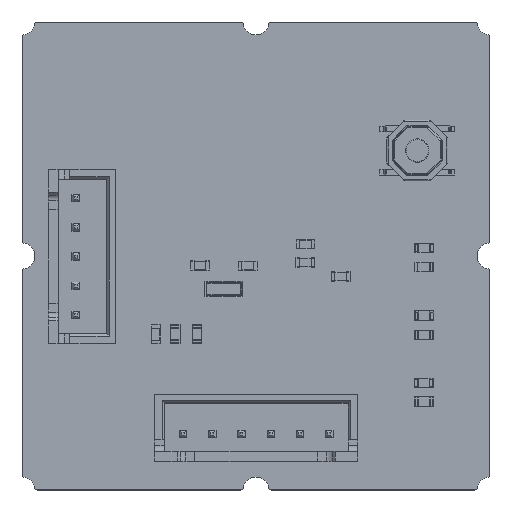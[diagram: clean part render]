
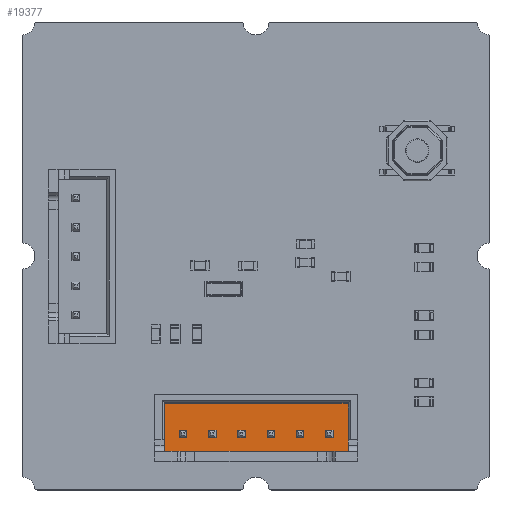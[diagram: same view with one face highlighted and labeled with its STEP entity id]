
A CAD part, top view. The second image highlights one B-rep face of the part: STEP entity #19377.
In plain terms, the highlighted planar face has unit normal (0, 0, 1).
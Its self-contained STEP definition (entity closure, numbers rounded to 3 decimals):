
#18041 = VERTEX_POINT('',#18042);
#18042 = CARTESIAN_POINT('',(-1.6,1.5,1.85));
#18048 = EDGE_CURVE('',#18041,#18049,#18051,.T.);
#18049 = VERTEX_POINT('',#18050);
#18050 = CARTESIAN_POINT('',(-1.6,-2.65,1.85));
#18051 = LINE('',#18052,#18053);
#18052 = CARTESIAN_POINT('',(-1.6,1.5,1.85));
#18053 = VECTOR('',#18054,1.);
#18054 = DIRECTION('',(0.,-1.,0.));
#18269 = EDGE_CURVE('',#18270,#18041,#18272,.T.);
#18270 = VERTEX_POINT('',#18271);
#18271 = CARTESIAN_POINT('',(14.1,1.5,1.85));
#18272 = LINE('',#18273,#18274);
#18273 = CARTESIAN_POINT('',(14.1,1.5,1.85));
#18274 = VECTOR('',#18275,1.);
#18275 = DIRECTION('',(-1.,0.,0.));
#18654 = EDGE_CURVE('',#18049,#18655,#18657,.T.);
#18655 = VERTEX_POINT('',#18656);
#18656 = CARTESIAN_POINT('',(14.1,-2.65,1.85));
#18657 = LINE('',#18658,#18659);
#18658 = CARTESIAN_POINT('',(-1.6,-2.65,1.85));
#18659 = VECTOR('',#18660,1.);
#18660 = DIRECTION('',(1.,0.,0.));
#19305 = EDGE_CURVE('',#18655,#18270,#19306,.T.);
#19306 = LINE('',#19307,#19308);
#19307 = CARTESIAN_POINT('',(14.1,-2.65,1.85));
#19308 = VECTOR('',#19309,1.);
#19309 = DIRECTION('',(0.,1.,0.));
#19377 = ADVANCED_FACE('',(#19378,#19384,#19418,#19452,#19486,#19520,
    #19554),#19588,.T.);
#19378 = FACE_BOUND('',#19379,.T.);
#19379 = EDGE_LOOP('',(#19380,#19381,#19382,#19383));
#19380 = ORIENTED_EDGE('',*,*,#18269,.T.);
#19381 = ORIENTED_EDGE('',*,*,#18048,.T.);
#19382 = ORIENTED_EDGE('',*,*,#18654,.T.);
#19383 = ORIENTED_EDGE('',*,*,#19305,.T.);
#19384 = FACE_BOUND('',#19385,.T.);
#19385 = EDGE_LOOP('',(#19386,#19396,#19404,#19412));
#19386 = ORIENTED_EDGE('',*,*,#19387,.F.);
#19387 = EDGE_CURVE('',#19388,#19390,#19392,.T.);
#19388 = VERTEX_POINT('',#19389);
#19389 = CARTESIAN_POINT('',(9.68,0.32,1.85));
#19390 = VERTEX_POINT('',#19391);
#19391 = CARTESIAN_POINT('',(9.68,-0.32,1.85));
#19392 = LINE('',#19393,#19394);
#19393 = CARTESIAN_POINT('',(9.68,-0.288,1.85));
#19394 = VECTOR('',#19395,1.);
#19395 = DIRECTION('',(0.,-1.,0.));
#19396 = ORIENTED_EDGE('',*,*,#19397,.T.);
#19397 = EDGE_CURVE('',#19388,#19398,#19400,.T.);
#19398 = VERTEX_POINT('',#19399);
#19399 = CARTESIAN_POINT('',(10.32,0.32,1.85));
#19400 = LINE('',#19401,#19402);
#19401 = CARTESIAN_POINT('',(8.285,0.32,1.85));
#19402 = VECTOR('',#19403,1.);
#19403 = DIRECTION('',(1.,0.,0.));
#19404 = ORIENTED_EDGE('',*,*,#19405,.T.);
#19405 = EDGE_CURVE('',#19398,#19406,#19408,.T.);
#19406 = VERTEX_POINT('',#19407);
#19407 = CARTESIAN_POINT('',(10.32,-0.32,1.85));
#19408 = LINE('',#19409,#19410);
#19409 = CARTESIAN_POINT('',(10.32,-0.288,1.85));
#19410 = VECTOR('',#19411,1.);
#19411 = DIRECTION('',(0.,-1.,0.));
#19412 = ORIENTED_EDGE('',*,*,#19413,.T.);
#19413 = EDGE_CURVE('',#19406,#19390,#19414,.T.);
#19414 = LINE('',#19415,#19416);
#19415 = CARTESIAN_POINT('',(8.285,-0.32,1.85));
#19416 = VECTOR('',#19417,1.);
#19417 = DIRECTION('',(-1.,0.,0.));
#19418 = FACE_BOUND('',#19419,.T.);
#19419 = EDGE_LOOP('',(#19420,#19430,#19438,#19446));
#19420 = ORIENTED_EDGE('',*,*,#19421,.F.);
#19421 = EDGE_CURVE('',#19422,#19424,#19426,.T.);
#19422 = VERTEX_POINT('',#19423);
#19423 = CARTESIAN_POINT('',(7.18,0.32,1.85));
#19424 = VERTEX_POINT('',#19425);
#19425 = CARTESIAN_POINT('',(7.18,-0.32,1.85));
#19426 = LINE('',#19427,#19428);
#19427 = CARTESIAN_POINT('',(7.18,-0.288,1.85));
#19428 = VECTOR('',#19429,1.);
#19429 = DIRECTION('',(0.,-1.,0.));
#19430 = ORIENTED_EDGE('',*,*,#19431,.T.);
#19431 = EDGE_CURVE('',#19422,#19432,#19434,.T.);
#19432 = VERTEX_POINT('',#19433);
#19433 = CARTESIAN_POINT('',(7.82,0.32,1.85));
#19434 = LINE('',#19435,#19436);
#19435 = CARTESIAN_POINT('',(7.035,0.32,1.85));
#19436 = VECTOR('',#19437,1.);
#19437 = DIRECTION('',(1.,0.,0.));
#19438 = ORIENTED_EDGE('',*,*,#19439,.T.);
#19439 = EDGE_CURVE('',#19432,#19440,#19442,.T.);
#19440 = VERTEX_POINT('',#19441);
#19441 = CARTESIAN_POINT('',(7.82,-0.32,1.85));
#19442 = LINE('',#19443,#19444);
#19443 = CARTESIAN_POINT('',(7.82,-0.288,1.85));
#19444 = VECTOR('',#19445,1.);
#19445 = DIRECTION('',(0.,-1.,0.));
#19446 = ORIENTED_EDGE('',*,*,#19447,.T.);
#19447 = EDGE_CURVE('',#19440,#19424,#19448,.T.);
#19448 = LINE('',#19449,#19450);
#19449 = CARTESIAN_POINT('',(7.035,-0.32,1.85));
#19450 = VECTOR('',#19451,1.);
#19451 = DIRECTION('',(-1.,0.,0.));
#19452 = FACE_BOUND('',#19453,.T.);
#19453 = EDGE_LOOP('',(#19454,#19464,#19472,#19480));
#19454 = ORIENTED_EDGE('',*,*,#19455,.F.);
#19455 = EDGE_CURVE('',#19456,#19458,#19460,.T.);
#19456 = VERTEX_POINT('',#19457);
#19457 = CARTESIAN_POINT('',(4.68,0.32,1.85));
#19458 = VERTEX_POINT('',#19459);
#19459 = CARTESIAN_POINT('',(4.68,-0.32,1.85));
#19460 = LINE('',#19461,#19462);
#19461 = CARTESIAN_POINT('',(4.68,-0.288,1.85));
#19462 = VECTOR('',#19463,1.);
#19463 = DIRECTION('',(0.,-1.,0.));
#19464 = ORIENTED_EDGE('',*,*,#19465,.T.);
#19465 = EDGE_CURVE('',#19456,#19466,#19468,.T.);
#19466 = VERTEX_POINT('',#19467);
#19467 = CARTESIAN_POINT('',(5.32,0.32,1.85));
#19468 = LINE('',#19469,#19470);
#19469 = CARTESIAN_POINT('',(5.785,0.32,1.85));
#19470 = VECTOR('',#19471,1.);
#19471 = DIRECTION('',(1.,0.,0.));
#19472 = ORIENTED_EDGE('',*,*,#19473,.T.);
#19473 = EDGE_CURVE('',#19466,#19474,#19476,.T.);
#19474 = VERTEX_POINT('',#19475);
#19475 = CARTESIAN_POINT('',(5.32,-0.32,1.85));
#19476 = LINE('',#19477,#19478);
#19477 = CARTESIAN_POINT('',(5.32,-0.288,1.85));
#19478 = VECTOR('',#19479,1.);
#19479 = DIRECTION('',(0.,-1.,0.));
#19480 = ORIENTED_EDGE('',*,*,#19481,.T.);
#19481 = EDGE_CURVE('',#19474,#19458,#19482,.T.);
#19482 = LINE('',#19483,#19484);
#19483 = CARTESIAN_POINT('',(5.785,-0.32,1.85));
#19484 = VECTOR('',#19485,1.);
#19485 = DIRECTION('',(-1.,0.,0.));
#19486 = FACE_BOUND('',#19487,.T.);
#19487 = EDGE_LOOP('',(#19488,#19498,#19506,#19514));
#19488 = ORIENTED_EDGE('',*,*,#19489,.T.);
#19489 = EDGE_CURVE('',#19490,#19492,#19494,.T.);
#19490 = VERTEX_POINT('',#19491);
#19491 = CARTESIAN_POINT('',(12.18,0.32,1.85));
#19492 = VERTEX_POINT('',#19493);
#19493 = CARTESIAN_POINT('',(12.82,0.32,1.85));
#19494 = LINE('',#19495,#19496);
#19495 = CARTESIAN_POINT('',(9.535,0.32,1.85));
#19496 = VECTOR('',#19497,1.);
#19497 = DIRECTION('',(1.,0.,0.));
#19498 = ORIENTED_EDGE('',*,*,#19499,.T.);
#19499 = EDGE_CURVE('',#19492,#19500,#19502,.T.);
#19500 = VERTEX_POINT('',#19501);
#19501 = CARTESIAN_POINT('',(12.82,-0.32,1.85));
#19502 = LINE('',#19503,#19504);
#19503 = CARTESIAN_POINT('',(12.82,-0.269,1.85));
#19504 = VECTOR('',#19505,1.);
#19505 = DIRECTION('',(0.,-1.,0.));
#19506 = ORIENTED_EDGE('',*,*,#19507,.T.);
#19507 = EDGE_CURVE('',#19500,#19508,#19510,.T.);
#19508 = VERTEX_POINT('',#19509);
#19509 = CARTESIAN_POINT('',(12.18,-0.32,1.85));
#19510 = LINE('',#19511,#19512);
#19511 = CARTESIAN_POINT('',(9.535,-0.32,1.85));
#19512 = VECTOR('',#19513,1.);
#19513 = DIRECTION('',(-1.,0.,0.));
#19514 = ORIENTED_EDGE('',*,*,#19515,.F.);
#19515 = EDGE_CURVE('',#19490,#19508,#19516,.T.);
#19516 = LINE('',#19517,#19518);
#19517 = CARTESIAN_POINT('',(12.18,-0.269,1.85));
#19518 = VECTOR('',#19519,1.);
#19519 = DIRECTION('',(0.,-1.,0.));
#19520 = FACE_BOUND('',#19521,.T.);
#19521 = EDGE_LOOP('',(#19522,#19532,#19540,#19548));
#19522 = ORIENTED_EDGE('',*,*,#19523,.T.);
#19523 = EDGE_CURVE('',#19524,#19526,#19528,.T.);
#19524 = VERTEX_POINT('',#19525);
#19525 = CARTESIAN_POINT('',(2.82,0.32,1.85));
#19526 = VERTEX_POINT('',#19527);
#19527 = CARTESIAN_POINT('',(2.82,-0.32,1.85));
#19528 = LINE('',#19529,#19530);
#19529 = CARTESIAN_POINT('',(2.82,-0.288,1.85));
#19530 = VECTOR('',#19531,1.);
#19531 = DIRECTION('',(0.,-1.,0.));
#19532 = ORIENTED_EDGE('',*,*,#19533,.T.);
#19533 = EDGE_CURVE('',#19526,#19534,#19536,.T.);
#19534 = VERTEX_POINT('',#19535);
#19535 = CARTESIAN_POINT('',(2.18,-0.32,1.85));
#19536 = LINE('',#19537,#19538);
#19537 = CARTESIAN_POINT('',(4.535,-0.32,1.85));
#19538 = VECTOR('',#19539,1.);
#19539 = DIRECTION('',(-1.,0.,0.));
#19540 = ORIENTED_EDGE('',*,*,#19541,.F.);
#19541 = EDGE_CURVE('',#19542,#19534,#19544,.T.);
#19542 = VERTEX_POINT('',#19543);
#19543 = CARTESIAN_POINT('',(2.18,0.32,1.85));
#19544 = LINE('',#19545,#19546);
#19545 = CARTESIAN_POINT('',(2.18,-0.288,1.85));
#19546 = VECTOR('',#19547,1.);
#19547 = DIRECTION('',(0.,-1.,0.));
#19548 = ORIENTED_EDGE('',*,*,#19549,.T.);
#19549 = EDGE_CURVE('',#19542,#19524,#19550,.T.);
#19550 = LINE('',#19551,#19552);
#19551 = CARTESIAN_POINT('',(4.535,0.32,1.85));
#19552 = VECTOR('',#19553,1.);
#19553 = DIRECTION('',(1.,0.,0.));
#19554 = FACE_BOUND('',#19555,.T.);
#19555 = EDGE_LOOP('',(#19556,#19566,#19574,#19582));
#19556 = ORIENTED_EDGE('',*,*,#19557,.F.);
#19557 = EDGE_CURVE('',#19558,#19560,#19562,.T.);
#19558 = VERTEX_POINT('',#19559);
#19559 = CARTESIAN_POINT('',(-0.32,0.32,1.85));
#19560 = VERTEX_POINT('',#19561);
#19561 = CARTESIAN_POINT('',(-0.32,-0.32,1.85));
#19562 = LINE('',#19563,#19564);
#19563 = CARTESIAN_POINT('',(-0.32,-0.269,1.85));
#19564 = VECTOR('',#19565,1.);
#19565 = DIRECTION('',(0.,-1.,0.));
#19566 = ORIENTED_EDGE('',*,*,#19567,.T.);
#19567 = EDGE_CURVE('',#19558,#19568,#19570,.T.);
#19568 = VERTEX_POINT('',#19569);
#19569 = CARTESIAN_POINT('',(0.32,0.32,1.85));
#19570 = LINE('',#19571,#19572);
#19571 = CARTESIAN_POINT('',(3.285,0.32,1.85));
#19572 = VECTOR('',#19573,1.);
#19573 = DIRECTION('',(1.,0.,0.));
#19574 = ORIENTED_EDGE('',*,*,#19575,.T.);
#19575 = EDGE_CURVE('',#19568,#19576,#19578,.T.);
#19576 = VERTEX_POINT('',#19577);
#19577 = CARTESIAN_POINT('',(0.32,-0.32,1.85));
#19578 = LINE('',#19579,#19580);
#19579 = CARTESIAN_POINT('',(0.32,-0.269,1.85));
#19580 = VECTOR('',#19581,1.);
#19581 = DIRECTION('',(0.,-1.,0.));
#19582 = ORIENTED_EDGE('',*,*,#19583,.T.);
#19583 = EDGE_CURVE('',#19576,#19560,#19584,.T.);
#19584 = LINE('',#19585,#19586);
#19585 = CARTESIAN_POINT('',(3.285,-0.32,1.85));
#19586 = VECTOR('',#19587,1.);
#19587 = DIRECTION('',(-1.,0.,0.));
#19588 = PLANE('',#19589);
#19589 = AXIS2_PLACEMENT_3D('',#19590,#19591,#19592);
#19590 = CARTESIAN_POINT('',(6.25,-0.575,1.85));
#19591 = DIRECTION('',(0.,0.,1.));
#19592 = DIRECTION('',(-1.,0.,0.));
